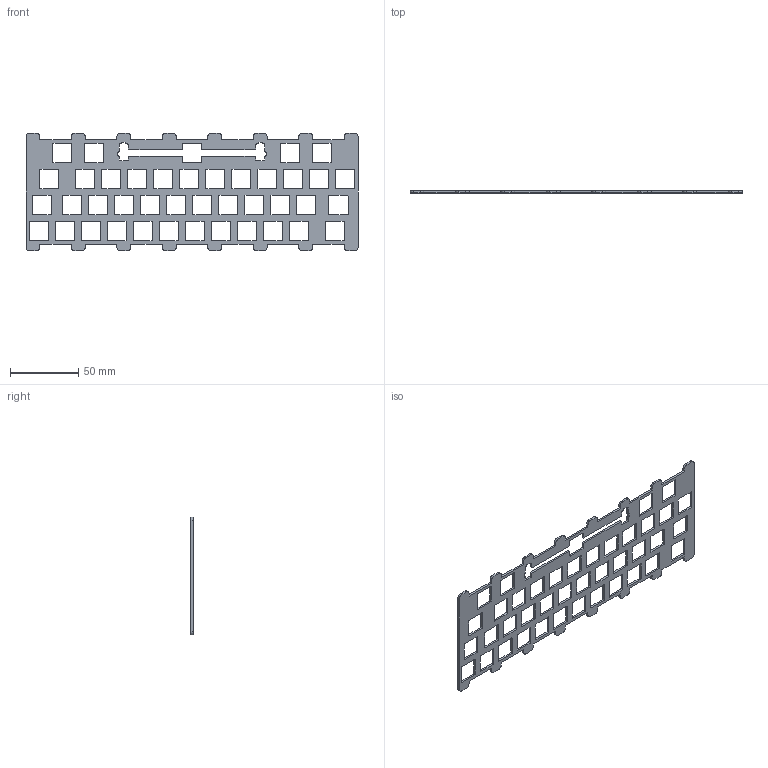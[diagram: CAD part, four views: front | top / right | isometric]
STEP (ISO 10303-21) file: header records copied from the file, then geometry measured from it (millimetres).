
FILE_DESCRIPTION(/* description */ (''),/* implementation_level */ '2;1');
FILE_NAME(/* name */ 'Keyboard Plate.step',/* time_stamp */ '2025-10-19T00:13:30-04:00',/* author */ (''),/* organization */ (''),/* preprocessor_version */ 'ST-DEVELOPER v20.1',/* originating_system */ 'Autodesk Translation Framework v14.17.0.0',/* authorisation */ '');
FILE_SCHEMA (('AUTOMOTIVE_DESIGN { 1 0 10303 214 3 1 1 }'));
Length unit declared in the file: millimetre
Products named in the file (1): Plate
Bounding box: 242.89 x 1.5 x 86.2 mm (x, y, z)
Volume: 16046.3 mm3; surface area: 26260.7 mm2
Topology: 1 solids, 1 shells, 478 faces, 1428 edges, 952 vertices
Faces by surface type: plane 258, cylinder 220
Entity records: 16369 total; most frequent: CARTESIAN_POINT 2859, ORIENTED_EDGE 2856, DIRECTION 2826, EDGE_CURVE 1428, LINE 988, VECTOR 988, VERTEX_POINT 952, AXIS2_PLACEMENT_3D 919
